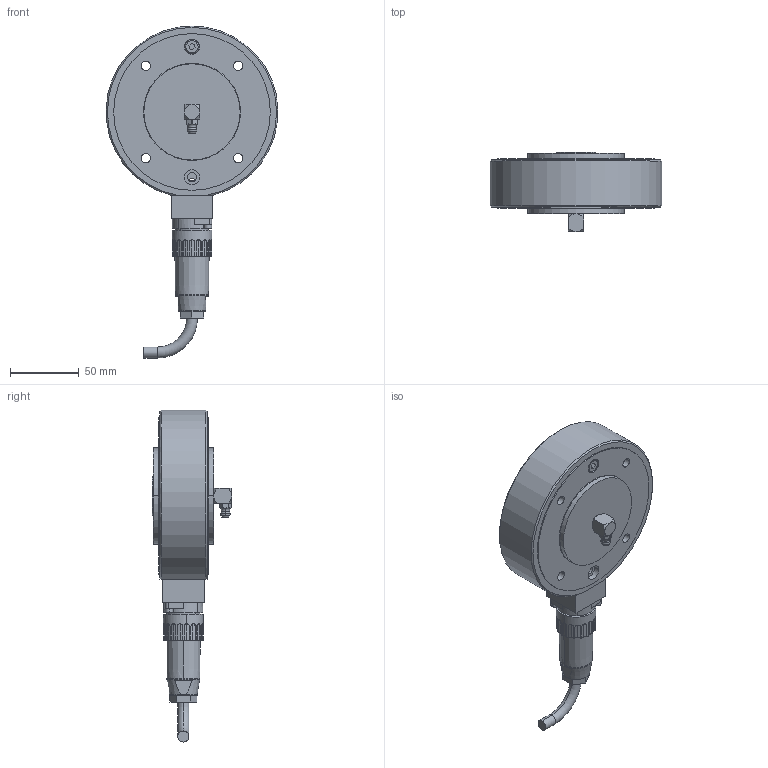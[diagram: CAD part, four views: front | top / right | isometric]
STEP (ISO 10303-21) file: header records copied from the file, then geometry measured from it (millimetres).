
FILE_DESCRIPTION (( 'STEP AP203' ), '1' );
FILE_NAME ('31101990_Stp_-.step', '2019-12-25T15:48:19', ( '' ), ( '' ), 'SwSTEP 2.0', 'SolidWorks 2018', '' );
FILE_SCHEMA (( 'CONFIG_CONTROL_DESIGN' ));
Length unit declared in the file: millimetre
Products named in the file (17): Si-Ring DIN472_D35x1.5; Kabeldose_Kunstst_7pol_01; Flanschstecker_Kunstst_7Pol_01; 43403.03_01; Schmiernippel_M10x1_90Grad; 49046-05_stp_01; Zyl-Schr DIN912_M3x25; 49009_01; 49046-04_stp_01; 48966_01; Zyl-Schr DIN7984_M6x30; 51064_01; 31101990_Stp_-; 31101677_V-020A; 51065_01; PKL_2202_01; 49027_01
Assembly tree (18 placements, depth 3):
  31101990_Stp_-
    49046-05_stp_01
      49046-04_stp_01
      Si-Ring DIN472_D35x1.5
      49027_01
      Flanschstecker_Kunstst_7Pol_01
      Zyl-Schr DIN912_M3x25  x2
      Kabeldose_Kunstst_7pol_01
    43403.03_01  x2
    49009_01
    51064_01
    51065_01
    PKL_2202_01
    31101677_V-020A
    Zyl-Schr DIN7984_M6x30
    48966_01
    Schmiernippel_M10x1_90Grad
Bounding box: 124.89 x 57.6 x 241.5 mm (x, y, z)
Volume: 462421 mm3; surface area: 151493.5 mm2
Topology: 39 solids, 39 shells, 692 faces, 1790 edges, 1168 vertices
Faces by surface type: cylinder 377, plane 179, cone 52, torus 46, sphere 38
Entity records: 22612 total; most frequent: CARTESIAN_POINT 4916, DIRECTION 3539, ORIENTED_EDGE 3154, EDGE_CURVE 1577, AXIS2_PLACEMENT_3D 1461, VERTEX_POINT 1040, CIRCLE 798, EDGE_LOOP 767
